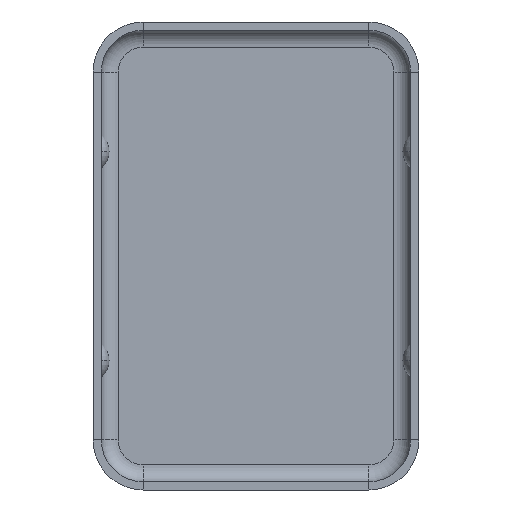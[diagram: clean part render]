
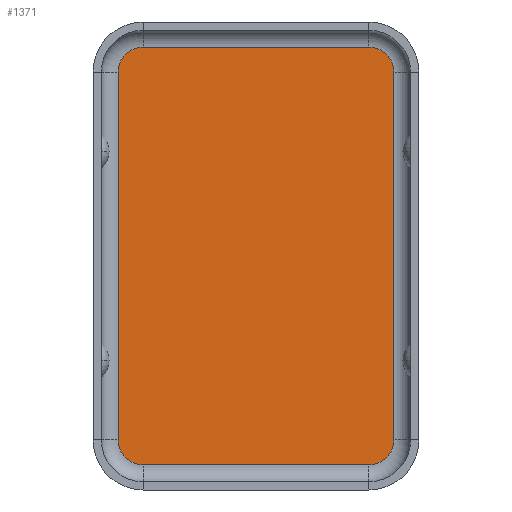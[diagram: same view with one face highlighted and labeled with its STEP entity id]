
A CAD part, front view. The second image highlights one B-rep face of the part: STEP entity #1371.
In plain terms, the highlighted planar face has unit normal (0, -1, 0).
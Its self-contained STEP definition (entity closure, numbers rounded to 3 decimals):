
#22 = LINE ( 'NONE', #1038, #1025 ) ;
#103 = CIRCLE ( 'NONE', #183, 0.6 ) ;
#128 = EDGE_CURVE ( 'NONE', #1528, #1260, #291, .T. ) ;
#183 = AXIS2_PLACEMENT_3D ( 'NONE', #492, #473, #997 ) ;
#185 = CARTESIAN_POINT ( 'NONE',  ( 3.3, 0., 4.4 ) ) ;
#214 = CIRCLE ( 'NONE', #305, 0.6 ) ;
#229 = VERTEX_POINT ( 'NONE', #1543 ) ;
#230 = LINE ( 'NONE', #1411, #544 ) ;
#277 = DIRECTION ( 'NONE',  ( 0., 0., -1. ) ) ;
#291 = CIRCLE ( 'NONE', #797, 0.6 ) ;
#305 = AXIS2_PLACEMENT_3D ( 'NONE', #940, #1212, #1185 ) ;
#315 = ORIENTED_EDGE ( 'NONE', *, *, #1109, .T. ) ;
#326 = EDGE_CURVE ( 'NONE', #1407, #1218, #103, .T. ) ;
#336 = VECTOR ( 'NONE', #755, 1000. ) ;
#340 = VERTEX_POINT ( 'NONE', #1625 ) ;
#361 = DIRECTION ( 'NONE',  ( 0., -1., 0. ) ) ;
#363 = ORIENTED_EDGE ( 'NONE', *, *, #730, .F. ) ;
#438 = DIRECTION ( 'NONE',  ( 0., 0., 1. ) ) ;
#444 = DIRECTION ( 'NONE',  ( -1., 0., 0. ) ) ;
#473 = DIRECTION ( 'NONE',  ( 0., 1., 0. ) ) ;
#485 = CARTESIAN_POINT ( 'NONE',  ( 2.7, 0., -4.4 ) ) ;
#492 = CARTESIAN_POINT ( 'NONE',  ( 2.7, 0., -4.4 ) ) ;
#494 = CARTESIAN_POINT ( 'NONE',  ( 3.3, 0., -4.4 ) ) ;
#523 = EDGE_CURVE ( 'NONE', #340, #229, #214, .T. ) ;
#530 = FACE_OUTER_BOUND ( 'NONE', #614, .T. ) ;
#544 = VECTOR ( 'NONE', #277, 1000. ) ;
#550 = LINE ( 'NONE', #558, #1556 ) ;
#558 = CARTESIAN_POINT ( 'NONE',  ( 2.7, 0., -5. ) ) ;
#593 = AXIS2_PLACEMENT_3D ( 'NONE', #1569, #1361, #1085 ) ;
#614 = EDGE_LOOP ( 'NONE', ( #363, #1364, #1387, #1259, #315, #1198, #1443, #1301 ) ) ;
#670 = DIRECTION ( 'NONE',  ( -1., 0., 0. ) ) ;
#716 = CARTESIAN_POINT ( 'NONE',  ( 2.7, 0., 5. ) ) ;
#730 = EDGE_CURVE ( 'NONE', #1218, #1260, #550, .T. ) ;
#755 = DIRECTION ( 'NONE',  ( 0., 0., -1. ) ) ;
#756 = VERTEX_POINT ( 'NONE', #185 ) ;
#760 = CARTESIAN_POINT ( 'NONE',  ( -3.3, 0., -4.4 ) ) ;
#766 = EDGE_CURVE ( 'NONE', #756, #853, #1516, .T. ) ;
#782 = CARTESIAN_POINT ( 'NONE',  ( 2.7, 0., -5. ) ) ;
#797 = AXIS2_PLACEMENT_3D ( 'NONE', #1581, #1341, #438 ) ;
#853 = VERTEX_POINT ( 'NONE', #716 ) ;
#940 = CARTESIAN_POINT ( 'NONE',  ( -2.7, 0., 4.4 ) ) ;
#980 = EDGE_CURVE ( 'NONE', #756, #1407, #1131, .T. ) ;
#997 = DIRECTION ( 'NONE',  ( 0., 0., 1. ) ) ;
#1007 = CARTESIAN_POINT ( 'NONE',  ( 3.3, 0., 0. ) ) ;
#1025 = VECTOR ( 'NONE', #670, 1000. ) ;
#1038 = CARTESIAN_POINT ( 'NONE',  ( 2.7, 0., 5. ) ) ;
#1085 = DIRECTION ( 'NONE',  ( 0., 0., -1. ) ) ;
#1090 = CARTESIAN_POINT ( 'NONE',  ( -2.7, 0., -5. ) ) ;
#1105 = DIRECTION ( 'NONE',  ( 0., 0., -1. ) ) ;
#1109 = EDGE_CURVE ( 'NONE', #853, #229, #22, .T. ) ;
#1131 = LINE ( 'NONE', #1007, #336 ) ;
#1185 = DIRECTION ( 'NONE',  ( 0., 0., -1. ) ) ;
#1198 = ORIENTED_EDGE ( 'NONE', *, *, #523, .F. ) ;
#1212 = DIRECTION ( 'NONE',  ( 0., 1., 0. ) ) ;
#1218 = VERTEX_POINT ( 'NONE', #782 ) ;
#1230 = PLANE ( 'NONE',  #1533 ) ;
#1259 = ORIENTED_EDGE ( 'NONE', *, *, #766, .T. ) ;
#1260 = VERTEX_POINT ( 'NONE', #1090 ) ;
#1301 = ORIENTED_EDGE ( 'NONE', *, *, #128, .T. ) ;
#1341 = DIRECTION ( 'NONE',  ( 0., -1., 0. ) ) ;
#1361 = DIRECTION ( 'NONE',  ( 0., -1., 0. ) ) ;
#1364 = ORIENTED_EDGE ( 'NONE', *, *, #326, .F. ) ;
#1371 = ADVANCED_FACE ( 'NONE', ( #530 ), #1230, .T. ) ;
#1387 = ORIENTED_EDGE ( 'NONE', *, *, #980, .F. ) ;
#1407 = VERTEX_POINT ( 'NONE', #494 ) ;
#1411 = CARTESIAN_POINT ( 'NONE',  ( -3.3, 0., 0. ) ) ;
#1443 = ORIENTED_EDGE ( 'NONE', *, *, #1624, .T. ) ;
#1516 = CIRCLE ( 'NONE', #593, 0.6 ) ;
#1528 = VERTEX_POINT ( 'NONE', #760 ) ;
#1533 = AXIS2_PLACEMENT_3D ( 'NONE', #485, #361, #1105 ) ;
#1543 = CARTESIAN_POINT ( 'NONE',  ( -2.7, 0., 5. ) ) ;
#1556 = VECTOR ( 'NONE', #444, 1000. ) ;
#1569 = CARTESIAN_POINT ( 'NONE',  ( 2.7, 0., 4.4 ) ) ;
#1581 = CARTESIAN_POINT ( 'NONE',  ( -2.7, 0., -4.4 ) ) ;
#1624 = EDGE_CURVE ( 'NONE', #340, #1528, #230, .T. ) ;
#1625 = CARTESIAN_POINT ( 'NONE',  ( -3.3, 0., 4.4 ) ) ;
